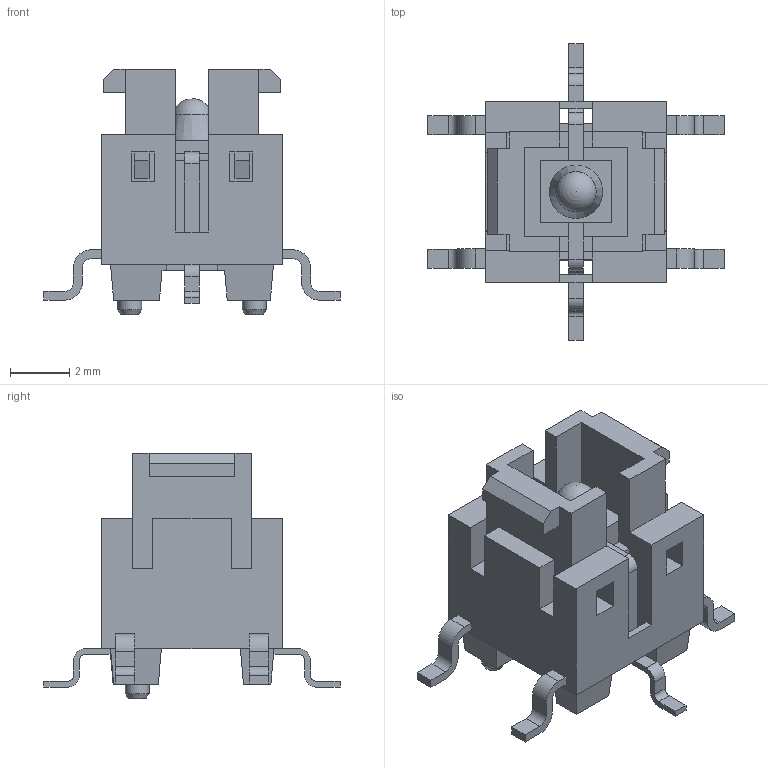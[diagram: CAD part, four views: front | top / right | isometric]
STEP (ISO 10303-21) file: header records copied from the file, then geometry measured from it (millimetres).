
FILE_DESCRIPTION((''),'2;1');
FILE_NAME('TL3240Fxxxx.stp','2012-06-18T08:30:04',('rcelander'),(''),'Autodesk Inventor 11','Autodesk Inventor 11','');
FILE_SCHEMA(('AUTOMOTIVE_DESIGN { 1 0 10303 214 1 1 1 1 }'));
Length unit declared in the file: millimetre
Products named in the file (4): N324000; TL3240 SMT Housing; TL3240  Actuator; TL3240 SMT LED
Assembly tree (3 placements, depth 2):
  N324000
    TL3240 SMT Housing
    TL3240  Actuator
    TL3240 SMT LED
Bounding box: 10 x 10 x 8.3 mm (x, y, z)
Volume: 152.2 mm3; surface area: 531.4 mm2
Topology: 3 solids, 3 shells, 260 faces, 714 edges, 475 vertices
Faces by surface type: plane 219, cylinder 36, cone 3, bspline 1, sphere 1
Full cylindrical faces by diameter (mm): 0.8 x2, 1 x1, 2.7 x1
Entity records: 8269 total; most frequent: CARTESIAN_POINT 1487, ORIENTED_EDGE 1406, DIRECTION 1312, EDGE_CURVE 703, VECTOR 626, LINE 626, VERTEX_POINT 473, AXIS2_PLACEMENT_3D 343
